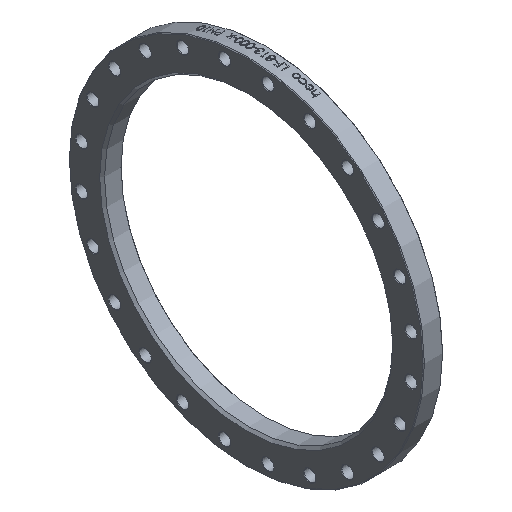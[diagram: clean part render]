
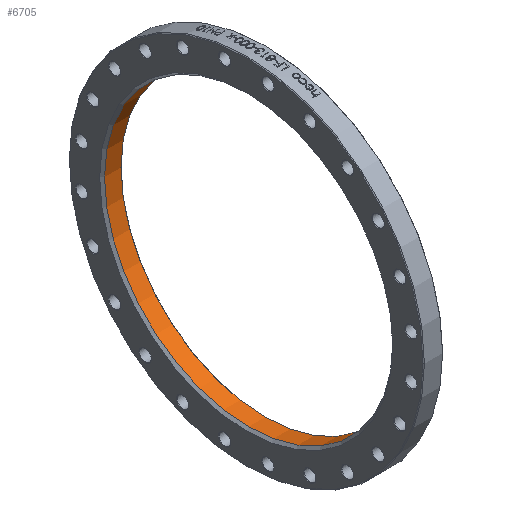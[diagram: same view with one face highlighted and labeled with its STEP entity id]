
A CAD part, isometric view. The second image highlights one B-rep face of the part: STEP entity #6705.
In plain terms, the highlighted cylindrical face has radius 412 mm (diameter 824 mm), a full revolution.
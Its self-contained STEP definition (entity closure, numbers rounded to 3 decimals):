
#106 = CARTESIAN_POINT ( 'NONE',  ( 0., 0., 0. ) ) ;
#1311 = CARTESIAN_POINT ( 'NONE',  ( 7., 0., 0. ) ) ;
#1371 = DIRECTION ( 'NONE',  ( -1., 0., 0. ) ) ;
#1729 = DIRECTION ( 'NONE',  ( 0., 0., 1. ) ) ;
#1894 = DIRECTION ( 'NONE',  ( -1., 0., 0. ) ) ;
#2242 = AXIS2_PLACEMENT_3D ( 'NONE', #9742, #8173, #9018 ) ;
#2309 = EDGE_LOOP ( 'NONE', ( #4384 ) ) ;
#2843 = ORIENTED_EDGE ( 'NONE', *, *, #7815, .T. ) ;
#3021 = CARTESIAN_POINT ( 'NONE',  ( 7., 0., -412. ) ) ;
#3137 = VERTEX_POINT ( 'NONE', #9887 ) ;
#3643 = CYLINDRICAL_SURFACE ( 'NONE', #8486, 412. ) ;
#3856 = CIRCLE ( 'NONE', #2242, 412. ) ;
#4384 = ORIENTED_EDGE ( 'NONE', *, *, #7948, .T. ) ;
#5274 = FACE_OUTER_BOUND ( 'NONE', #2309, .T. ) ;
#6314 = DIRECTION ( 'NONE',  ( 0., 0., -1. ) ) ;
#6371 = AXIS2_PLACEMENT_3D ( 'NONE', #1311, #1371, #6314 ) ;
#6705 = ADVANCED_FACE ( 'NONE', ( #9441, #5274 ), #3643, .F. ) ;
#7815 = EDGE_CURVE ( 'NONE', #10858, #10858, #7995, .T. ) ;
#7948 = EDGE_CURVE ( 'NONE', #3137, #3137, #3856, .T. ) ;
#7995 = CIRCLE ( 'NONE', #6371, 412. ) ;
#8173 = DIRECTION ( 'NONE',  ( 1., 0., 0. ) ) ;
#8486 = AXIS2_PLACEMENT_3D ( 'NONE', #106, #1894, #1729 ) ;
#9018 = DIRECTION ( 'NONE',  ( 0., 0., 1. ) ) ;
#9051 = EDGE_LOOP ( 'NONE', ( #2843 ) ) ;
#9441 = FACE_OUTER_BOUND ( 'NONE', #9051, .T. ) ;
#9742 = CARTESIAN_POINT ( 'NONE',  ( 54., 0., 0. ) ) ;
#9887 = CARTESIAN_POINT ( 'NONE',  ( 54., 0., 412. ) ) ;
#10858 = VERTEX_POINT ( 'NONE', #3021 ) ;
